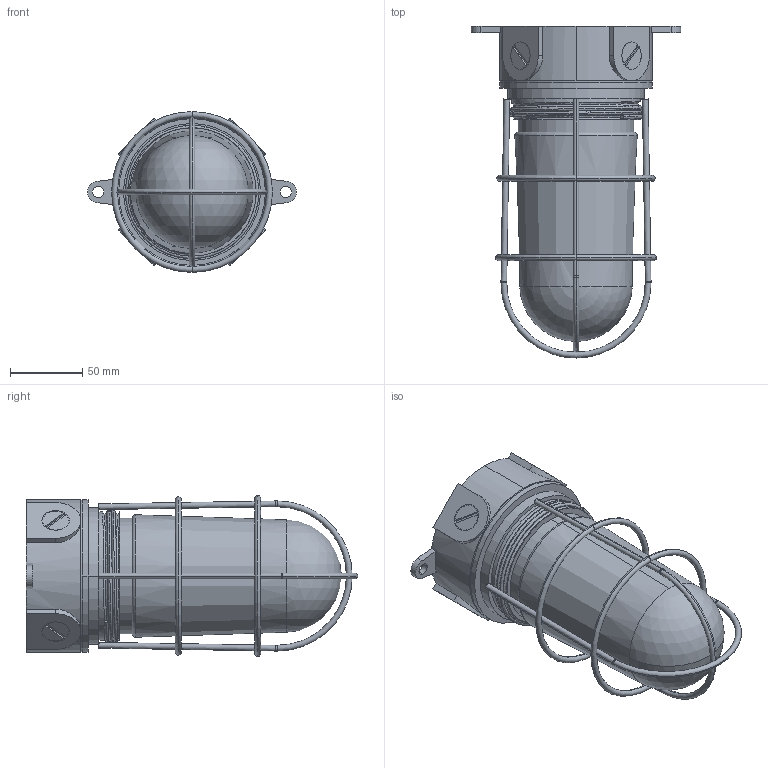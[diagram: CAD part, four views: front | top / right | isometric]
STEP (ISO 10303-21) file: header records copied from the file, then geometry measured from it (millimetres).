
FILE_DESCRIPTION (( 'STEP AP203' ), '1' );
FILE_NAME ('FE-701-2.STEP', '2018-11-08T04:03:07', ( '' ), ( '' ), 'SwSTEP 2.0', 'SolidWorks 2014', '' );
FILE_SCHEMA (( 'CONFIG_CONTROL_DESIGN' ));
Length unit declared in the file: millimetre
Products named in the file (10): FE-701-2_僈僗働僢僩C1_; FE-701-2_ガード_; FE-701-2_ホルダー_; FE-701-2_ソケット_; FE-701-2_位置ボックス__公開用; FE-701-2_ガラスグローブ__公開用; FE-701-2_十字穴付皿小ねじ_内径基準ver1.02__M5x20十字穴付皿小ねじ(鉄)ホルダー取付ビス; FE-701-2_本体Assy_; FE-701-2_盲栓_; FE-701-2
Assembly tree (14 placements, depth 3):
  FE-701-2
    FE-701-2_本体Assy_
      FE-701-2_位置ボックス__公開用
      FE-701-2_盲栓_  x5
      FE-701-2_ホルダー_
      FE-701-2_十字穴付皿小ねじ_内径基準ver1.02__M5x20十字穴付皿小ねじ(鉄)ホルダー取付ビス  x2
      FE-701-2_僈僗働僢僩C1_
      FE-701-2_ソケット_
    FE-701-2_ガード_
    FE-701-2_ガラスグローブ__公開用
Bounding box: 144.94 x 230 x 111.46 mm (x, y, z)
Volume: 305693.6 mm3; surface area: 215880 mm2
Topology: 17 solids, 17 shells, 432 faces, 1087 edges, 698 vertices
Faces by surface type: plane 207, cylinder 161, cone 28, torus 28, bspline 4, sphere 4
Entity records: 13950 total; most frequent: CARTESIAN_POINT 5238, DIRECTION 1690, ORIENTED_EDGE 1510, EDGE_CURVE 755, AXIS2_PLACEMENT_3D 664, VERTEX_POINT 486, LINE 362, VECTOR 362
